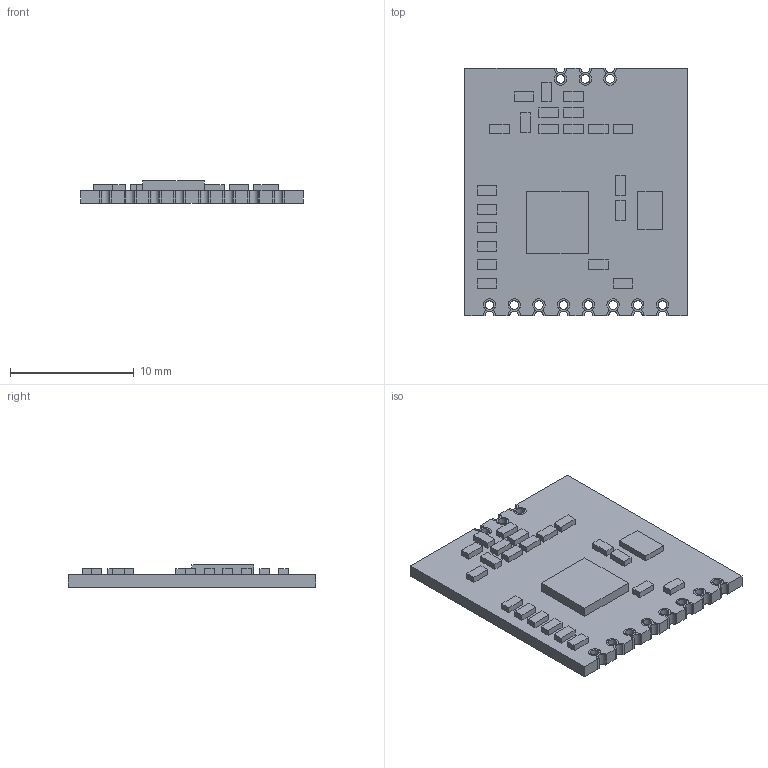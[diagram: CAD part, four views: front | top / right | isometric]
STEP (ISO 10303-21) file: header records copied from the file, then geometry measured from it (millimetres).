
FILE_DESCRIPTION(/* description */ (''),/* implementation_level */ '2;1');
FILE_NAME(/* name */ 'CC1101_Module.step',/* time_stamp */ '2019-09-12T16:38:34+02:00',/* author */ (''),/* organization */ (''),/* preprocessor_version */ 'ST-DEVELOPER v18',/* originating_system */ 'Autodesk Translation Framework v8.6.0.1094',/* authorisation */ '');
FILE_SCHEMA (('AUTOMOTIVE_DESIGN { 1 0 10303 214 3 1 1 }'));
Length unit declared in the file: millimetre
Products named in the file (4): CC1101 Module; PCB; Parts; Pads
Assembly tree (3 placements, depth 2):
  CC1101 Module
    PCB
    Parts
    Pads
Bounding box: 18 x 20 x 1.8 mm (x, y, z)
Volume: 390.1 mm3; surface area: 1078.3 mm2
Topology: 35 solids, 35 shells, 287 faces, 651 edges, 434 vertices
Faces by surface type: plane 199, cylinder 88
Full cylindrical faces by diameter (mm): 0.7 x11
Entity records: 8210 total; most frequent: DIRECTION 1417, CARTESIAN_POINT 1380, ORIENTED_EDGE 1302, EDGE_CURVE 651, LINE 475, VECTOR 475, AXIS2_PLACEMENT_3D 471, VERTEX_POINT 434
